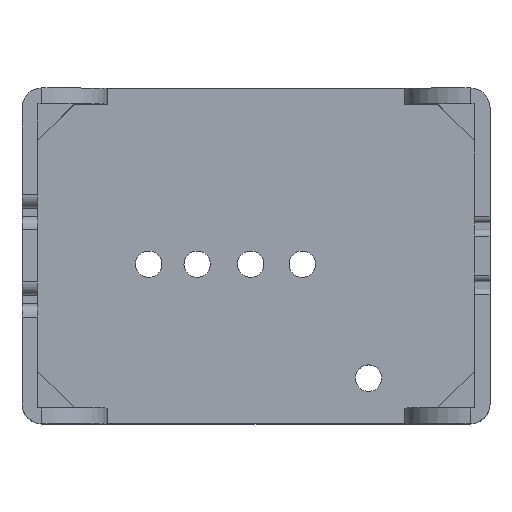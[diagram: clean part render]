
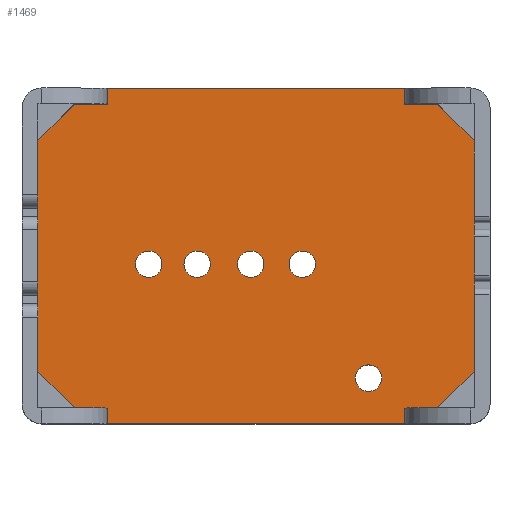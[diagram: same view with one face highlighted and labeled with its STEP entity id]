
A CAD part, top view. The second image highlights one B-rep face of the part: STEP entity #1469.
In plain terms, the highlighted planar face has unit normal (0, 0, 1).
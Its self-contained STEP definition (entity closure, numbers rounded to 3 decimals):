
#420=CARTESIAN_POINT('',(60.,3.,3.6));
#421=VERTEX_POINT('',#420);
#454=CARTESIAN_POINT('',(65.,3.,3.6));
#455=VERTEX_POINT('',#454);
#462=CARTESIAN_POINT('',(65.,3.,3.6));
#463=DIRECTION('',(-1.,0.,-0.));
#464=VECTOR('',#463,5.);
#465=LINE('',#462,#464);
#466=EDGE_CURVE('',#455,#421,#465,.T.);
#486=CARTESIAN_POINT('',(60.,49.,3.6));
#487=VERTEX_POINT('',#486);
#494=CARTESIAN_POINT('',(65.,49.,3.6));
#495=VERTEX_POINT('',#494);
#496=CARTESIAN_POINT('',(65.,49.,3.6));
#497=DIRECTION('',(-1.,0.,-0.));
#498=VECTOR('',#497,5.);
#499=LINE('',#496,#498);
#500=EDGE_CURVE('',#495,#487,#499,.T.);
#620=CARTESIAN_POINT('',(70.5,8.5,3.6));
#621=VERTEX_POINT('',#620);
#628=CARTESIAN_POINT('',(65.,3.,3.6));
#629=DIRECTION('',(0.707,0.707,0.));
#630=VECTOR('',#629,7.778);
#631=LINE('',#628,#630);
#632=EDGE_CURVE('',#455,#621,#631,.T.);
#653=CARTESIAN_POINT('',(10.,3.,3.6));
#654=VERTEX_POINT('',#653);
#661=CARTESIAN_POINT('',(4.5,8.5,3.6));
#662=VERTEX_POINT('',#661);
#663=CARTESIAN_POINT('',(4.5,8.5,3.6));
#664=DIRECTION('',(0.707,-0.707,0.));
#665=VECTOR('',#664,7.778);
#666=LINE('',#663,#665);
#667=EDGE_CURVE('',#662,#654,#666,.T.);
#683=CARTESIAN_POINT('',(10.,49.,3.6));
#684=VERTEX_POINT('',#683);
#701=CARTESIAN_POINT('',(4.5,43.5,3.6));
#702=VERTEX_POINT('',#701);
#709=CARTESIAN_POINT('',(4.5,43.5,3.6));
#710=DIRECTION('',(0.707,0.707,0.));
#711=VECTOR('',#710,7.778);
#712=LINE('',#709,#711);
#713=EDGE_CURVE('',#702,#684,#712,.T.);
#723=CARTESIAN_POINT('',(70.5,43.5,3.6));
#724=VERTEX_POINT('',#723);
#740=CARTESIAN_POINT('',(65.,49.,3.6));
#741=DIRECTION('',(0.707,-0.707,0.));
#742=VECTOR('',#741,7.778);
#743=LINE('',#740,#742);
#744=EDGE_CURVE('',#495,#724,#743,.T.);
#858=CARTESIAN_POINT('',(15.,51.4,3.6));
#859=VERTEX_POINT('',#858);
#866=CARTESIAN_POINT('',(60.,51.4,3.6));
#867=VERTEX_POINT('',#866);
#868=CARTESIAN_POINT('',(60.,51.4,3.6));
#869=DIRECTION('',(-1.,0.,-0.));
#870=VECTOR('',#869,45.);
#871=LINE('',#868,#870);
#872=EDGE_CURVE('',#867,#859,#871,.T.);
#1045=CARTESIAN_POINT('',(60.,0.6,3.6));
#1046=VERTEX_POINT('',#1045);
#1053=CARTESIAN_POINT('',(15.,0.6,3.6));
#1054=VERTEX_POINT('',#1053);
#1055=CARTESIAN_POINT('',(15.,0.6,3.6));
#1056=DIRECTION('',(1.,-0.,0.));
#1057=VECTOR('',#1056,45.);
#1058=LINE('',#1055,#1057);
#1059=EDGE_CURVE('',#1054,#1046,#1058,.T.);
#1102=CARTESIAN_POINT('',(15.,3.,3.6));
#1103=VERTEX_POINT('',#1102);
#1110=CARTESIAN_POINT('',(15.,3.,3.6));
#1111=DIRECTION('',(-1.,0.,-0.));
#1112=VECTOR('',#1111,5.);
#1113=LINE('',#1110,#1112);
#1114=EDGE_CURVE('',#1103,#654,#1113,.T.);
#1194=CARTESIAN_POINT('',(4.5,43.5,3.6));
#1195=DIRECTION('',(0.,-1.,0.));
#1196=VECTOR('',#1195,35.);
#1197=LINE('',#1194,#1196);
#1198=EDGE_CURVE('',#702,#662,#1197,.T.);
#1223=CARTESIAN_POINT('',(15.,49.,3.6));
#1224=VERTEX_POINT('',#1223);
#1249=CARTESIAN_POINT('',(15.,49.,3.6));
#1250=DIRECTION('',(-1.,0.,-0.));
#1251=VECTOR('',#1250,5.);
#1252=LINE('',#1249,#1251);
#1253=EDGE_CURVE('',#1224,#684,#1252,.T.);
#1313=CARTESIAN_POINT('',(70.5,8.5,3.6));
#1314=DIRECTION('',(0.,1.,0.));
#1315=VECTOR('',#1314,35.);
#1316=LINE('',#1313,#1315);
#1317=EDGE_CURVE('',#621,#724,#1316,.T.);
#1371=CARTESIAN_POINT('',(290.,3.,3.6));
#1372=DIRECTION('',(0.,0.,-1.));
#1373=DIRECTION('',(-1.,0.,-0.));
#1374=AXIS2_PLACEMENT_3D('',#1371,#1372,#1373);
#1375=PLANE('',#1374);
#1376=CARTESIAN_POINT('',(52.52,7.543,3.6));
#1377=VERTEX_POINT('',#1376);
#1378=CARTESIAN_POINT('',(54.52,7.543,3.6));
#1379=DIRECTION('',(0.,0.,-1.));
#1380=DIRECTION('',(-1.,0.,-0.));
#1381=AXIS2_PLACEMENT_3D('',#1378,#1379,#1380);
#1382=CIRCLE('',#1381,2.);
#1383=EDGE_CURVE('',#1377,#1377,#1382,.T.);
#1384=ORIENTED_EDGE('',*,*,#1383,.T.);
#1385=EDGE_LOOP('',(#1384));
#1386=FACE_BOUND('',#1385,.T.);
#1387=CARTESIAN_POINT('',(19.268,24.762,3.6));
#1388=VERTEX_POINT('',#1387);
#1389=CARTESIAN_POINT('',(21.268,24.762,3.6));
#1390=DIRECTION('',(0.,0.,-1.));
#1391=DIRECTION('',(-1.,0.,-0.));
#1392=AXIS2_PLACEMENT_3D('',#1389,#1390,#1391);
#1393=CIRCLE('',#1392,2.);
#1394=EDGE_CURVE('',#1388,#1388,#1393,.T.);
#1395=ORIENTED_EDGE('',*,*,#1394,.T.);
#1396=EDGE_LOOP('',(#1395));
#1397=FACE_BOUND('',#1396,.T.);
#1398=CARTESIAN_POINT('',(26.602,24.762,3.6));
#1399=VERTEX_POINT('',#1398);
#1400=CARTESIAN_POINT('',(28.602,24.762,3.6));
#1401=DIRECTION('',(0.,0.,-1.));
#1402=DIRECTION('',(-1.,0.,-0.));
#1403=AXIS2_PLACEMENT_3D('',#1400,#1401,#1402);
#1404=CIRCLE('',#1403,2.);
#1405=EDGE_CURVE('',#1399,#1399,#1404,.T.);
#1406=ORIENTED_EDGE('',*,*,#1405,.T.);
#1407=EDGE_LOOP('',(#1406));
#1408=FACE_BOUND('',#1407,.T.);
#1409=CARTESIAN_POINT('',(34.69,24.762,3.6));
#1410=VERTEX_POINT('',#1409);
#1411=CARTESIAN_POINT('',(36.69,24.762,3.6));
#1412=DIRECTION('',(0.,0.,-1.));
#1413=DIRECTION('',(-1.,0.,-0.));
#1414=AXIS2_PLACEMENT_3D('',#1411,#1412,#1413);
#1415=CIRCLE('',#1414,2.);
#1416=EDGE_CURVE('',#1410,#1410,#1415,.T.);
#1417=ORIENTED_EDGE('',*,*,#1416,.T.);
#1418=EDGE_LOOP('',(#1417));
#1419=FACE_BOUND('',#1418,.T.);
#1420=CARTESIAN_POINT('',(42.52,24.762,3.6));
#1421=VERTEX_POINT('',#1420);
#1422=CARTESIAN_POINT('',(44.52,24.762,3.6));
#1423=DIRECTION('',(0.,0.,-1.));
#1424=DIRECTION('',(-1.,0.,-0.));
#1425=AXIS2_PLACEMENT_3D('',#1422,#1423,#1424);
#1426=CIRCLE('',#1425,2.);
#1427=EDGE_CURVE('',#1421,#1421,#1426,.T.);
#1428=ORIENTED_EDGE('',*,*,#1427,.T.);
#1429=EDGE_LOOP('',(#1428));
#1430=FACE_BOUND('',#1429,.T.);
#1431=ORIENTED_EDGE('',*,*,#713,.F.);
#1432=ORIENTED_EDGE('',*,*,#1198,.T.);
#1433=ORIENTED_EDGE('',*,*,#667,.T.);
#1434=ORIENTED_EDGE('',*,*,#1114,.F.);
#1435=CARTESIAN_POINT('',(15.,3.,3.6));
#1436=DIRECTION('',(0.,-1.,0.));
#1437=VECTOR('',#1436,2.4);
#1438=LINE('',#1435,#1437);
#1439=EDGE_CURVE('',#1103,#1054,#1438,.T.);
#1440=ORIENTED_EDGE('',*,*,#1439,.T.);
#1441=ORIENTED_EDGE('',*,*,#1059,.T.);
#1442=CARTESIAN_POINT('',(60.,0.6,3.6));
#1443=DIRECTION('',(0.,1.,0.));
#1444=VECTOR('',#1443,2.4);
#1445=LINE('',#1442,#1444);
#1446=EDGE_CURVE('',#1046,#421,#1445,.T.);
#1447=ORIENTED_EDGE('',*,*,#1446,.T.);
#1448=ORIENTED_EDGE('',*,*,#466,.F.);
#1449=ORIENTED_EDGE('',*,*,#632,.T.);
#1450=ORIENTED_EDGE('',*,*,#1317,.T.);
#1451=ORIENTED_EDGE('',*,*,#744,.F.);
#1452=ORIENTED_EDGE('',*,*,#500,.T.);
#1453=CARTESIAN_POINT('',(60.,49.,3.6));
#1454=DIRECTION('',(0.,1.,0.));
#1455=VECTOR('',#1454,2.4);
#1456=LINE('',#1453,#1455);
#1457=EDGE_CURVE('',#487,#867,#1456,.T.);
#1458=ORIENTED_EDGE('',*,*,#1457,.T.);
#1459=ORIENTED_EDGE('',*,*,#872,.T.);
#1460=CARTESIAN_POINT('',(15.,51.4,3.6));
#1461=DIRECTION('',(0.,-1.,0.));
#1462=VECTOR('',#1461,2.4);
#1463=LINE('',#1460,#1462);
#1464=EDGE_CURVE('',#859,#1224,#1463,.T.);
#1465=ORIENTED_EDGE('',*,*,#1464,.T.);
#1466=ORIENTED_EDGE('',*,*,#1253,.T.);
#1467=EDGE_LOOP('',(#1431,#1432,#1433,#1434,#1440,#1441,#1447,#1448,#1449,#1450,#1451,#1452,#1458,#1459,#1465,#1466));
#1468=FACE_BOUND('',#1467,.T.);
#1469=ADVANCED_FACE('',(#1386,#1397,#1408,#1419,#1430,#1468),#1375,.F.);
